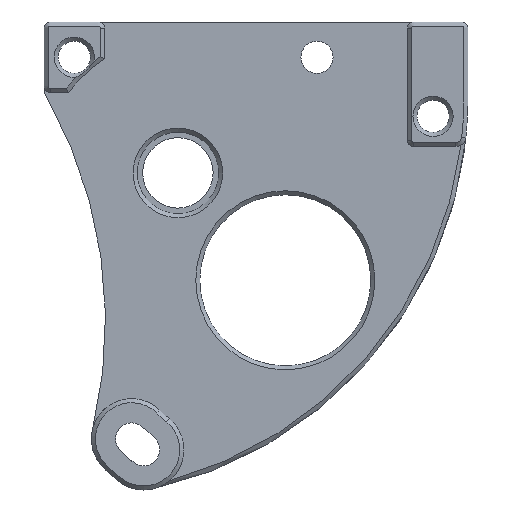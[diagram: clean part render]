
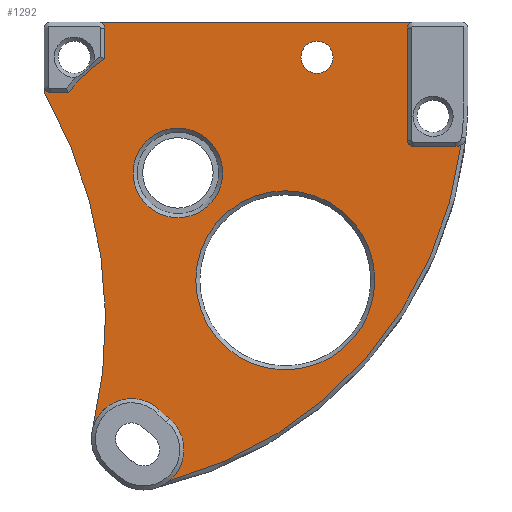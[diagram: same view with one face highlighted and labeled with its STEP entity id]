
A CAD part, left-side view. The second image highlights one B-rep face of the part: STEP entity #1292.
In plain terms, the highlighted planar face has unit normal (-1, 0, 0).
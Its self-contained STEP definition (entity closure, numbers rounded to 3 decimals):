
#45=FACE_BOUND('',#168,.T.);
#46=FACE_BOUND('',#169,.T.);
#47=FACE_BOUND('',#170,.T.);
#57=PLANE('',#1390);
#85=FACE_OUTER_BOUND('',#167,.T.);
#167=EDGE_LOOP('',(#872,#873,#874,#875,#876,#877,#878,#879,#880,#881,#882,
#883,#884,#885,#886,#887,#888));
#168=EDGE_LOOP('',(#889));
#169=EDGE_LOOP('',(#890));
#170=EDGE_LOOP('',(#891));
#261=LINE('',#2007,#367);
#262=LINE('',#2011,#368);
#263=LINE('',#2015,#369);
#264=LINE('',#2019,#370);
#265=LINE('',#2023,#371);
#266=LINE('',#2027,#372);
#367=VECTOR('',#1568,10.);
#368=VECTOR('',#1571,10.);
#369=VECTOR('',#1574,10.);
#370=VECTOR('',#1577,10.);
#371=VECTOR('',#1580,10.);
#372=VECTOR('',#1583,10.);
#472=CIRCLE('',#1388,4.45);
#474=CIRCLE('',#1391,39.574);
#475=CIRCLE('',#1392,1.);
#476=CIRCLE('',#1393,0.6);
#477=CIRCLE('',#1394,0.6);
#478=CIRCLE('',#1395,0.6);
#479=CIRCLE('',#1396,13.5);
#480=CIRCLE('',#1397,0.6);
#481=CIRCLE('',#1398,45.392);
#482=CIRCLE('',#1399,4.);
#483=CIRCLE('',#1400,17.957);
#484=CIRCLE('',#1401,4.);
#485=CIRCLE('',#1402,8.9);
#486=CIRCLE('',#1403,1.6);
#556=VERTEX_POINT('',#1995);
#558=VERTEX_POINT('',#2001);
#559=VERTEX_POINT('',#2002);
#560=VERTEX_POINT('',#2004);
#561=VERTEX_POINT('',#2006);
#562=VERTEX_POINT('',#2008);
#563=VERTEX_POINT('',#2010);
#564=VERTEX_POINT('',#2012);
#565=VERTEX_POINT('',#2014);
#566=VERTEX_POINT('',#2016);
#567=VERTEX_POINT('',#2018);
#568=VERTEX_POINT('',#2020);
#569=VERTEX_POINT('',#2022);
#570=VERTEX_POINT('',#2024);
#571=VERTEX_POINT('',#2026);
#572=VERTEX_POINT('',#2028);
#573=VERTEX_POINT('',#2030);
#574=VERTEX_POINT('',#2032);
#575=VERTEX_POINT('',#2035);
#576=VERTEX_POINT('',#2037);
#672=EDGE_CURVE('',#556,#556,#472,.T.);
#675=EDGE_CURVE('',#558,#559,#474,.T.);
#676=EDGE_CURVE('',#559,#560,#475,.F.);
#677=EDGE_CURVE('',#561,#560,#261,.T.);
#678=EDGE_CURVE('',#561,#562,#476,.F.);
#679=EDGE_CURVE('',#563,#562,#262,.T.);
#680=EDGE_CURVE('',#563,#564,#477,.F.);
#681=EDGE_CURVE('',#565,#564,#263,.F.);
#682=EDGE_CURVE('',#565,#566,#478,.F.);
#683=EDGE_CURVE('',#567,#566,#264,.T.);
#684=EDGE_CURVE('',#568,#567,#479,.T.);
#685=EDGE_CURVE('',#569,#568,#265,.T.);
#686=EDGE_CURVE('',#570,#569,#480,.T.);
#687=EDGE_CURVE('',#571,#570,#266,.T.);
#688=EDGE_CURVE('',#572,#571,#481,.F.);
#689=EDGE_CURVE('',#573,#572,#482,.T.);
#690=EDGE_CURVE('',#574,#573,#483,.T.);
#691=EDGE_CURVE('',#558,#574,#484,.T.);
#692=EDGE_CURVE('',#575,#575,#485,.T.);
#693=EDGE_CURVE('',#576,#576,#486,.F.);
#872=ORIENTED_EDGE('',*,*,#675,.T.);
#873=ORIENTED_EDGE('',*,*,#676,.T.);
#874=ORIENTED_EDGE('',*,*,#677,.F.);
#875=ORIENTED_EDGE('',*,*,#678,.T.);
#876=ORIENTED_EDGE('',*,*,#679,.F.);
#877=ORIENTED_EDGE('',*,*,#680,.T.);
#878=ORIENTED_EDGE('',*,*,#681,.F.);
#879=ORIENTED_EDGE('',*,*,#682,.T.);
#880=ORIENTED_EDGE('',*,*,#683,.F.);
#881=ORIENTED_EDGE('',*,*,#684,.F.);
#882=ORIENTED_EDGE('',*,*,#685,.F.);
#883=ORIENTED_EDGE('',*,*,#686,.F.);
#884=ORIENTED_EDGE('',*,*,#687,.F.);
#885=ORIENTED_EDGE('',*,*,#688,.F.);
#886=ORIENTED_EDGE('',*,*,#689,.F.);
#887=ORIENTED_EDGE('',*,*,#690,.F.);
#888=ORIENTED_EDGE('',*,*,#691,.F.);
#889=ORIENTED_EDGE('',*,*,#692,.T.);
#890=ORIENTED_EDGE('',*,*,#693,.F.);
#891=ORIENTED_EDGE('',*,*,#672,.T.);
#1292=ADVANCED_FACE('',(#85,#45,#46,#47),#57,.T.);
#1388=AXIS2_PLACEMENT_3D('',#1996,#1557,#1558);
#1390=AXIS2_PLACEMENT_3D('',#2000,#1562,#1563);
#1391=AXIS2_PLACEMENT_3D('',#2003,#1564,#1565);
#1392=AXIS2_PLACEMENT_3D('',#2005,#1566,#1567);
#1393=AXIS2_PLACEMENT_3D('',#2009,#1569,#1570);
#1394=AXIS2_PLACEMENT_3D('',#2013,#1572,#1573);
#1395=AXIS2_PLACEMENT_3D('',#2017,#1575,#1576);
#1396=AXIS2_PLACEMENT_3D('',#2021,#1578,#1579);
#1397=AXIS2_PLACEMENT_3D('',#2025,#1581,#1582);
#1398=AXIS2_PLACEMENT_3D('',#2029,#1584,#1585);
#1399=AXIS2_PLACEMENT_3D('',#2031,#1586,#1587);
#1400=AXIS2_PLACEMENT_3D('',#2033,#1588,#1589);
#1401=AXIS2_PLACEMENT_3D('',#2034,#1590,#1591);
#1402=AXIS2_PLACEMENT_3D('',#2036,#1592,#1593);
#1403=AXIS2_PLACEMENT_3D('',#2038,#1594,#1595);
#1557=DIRECTION('center_axis',(1.,0.,0.));
#1558=DIRECTION('ref_axis',(0.,0.,1.));
#1562=DIRECTION('center_axis',(-1.,0.,0.));
#1563=DIRECTION('ref_axis',(0.,0.,1.));
#1564=DIRECTION('center_axis',(-1.,0.,0.));
#1565=DIRECTION('ref_axis',(0.,-0.215,-0.977));
#1566=DIRECTION('center_axis',(-1.,0.,0.));
#1567=DIRECTION('ref_axis',(0.,-0.67,-0.742));
#1568=DIRECTION('',(0.,-1.,0.));
#1569=DIRECTION('center_axis',(-1.,0.,0.));
#1570=DIRECTION('ref_axis',(0.,0.707,-0.707));
#1571=DIRECTION('',(0.,0.,-1.));
#1572=DIRECTION('center_axis',(-1.,0.,0.));
#1573=DIRECTION('ref_axis',(0.,0.707,0.707));
#1574=DIRECTION('',(0.,1.,0.));
#1575=DIRECTION('center_axis',(-1.,0.,0.));
#1576=DIRECTION('ref_axis',(0.,-0.707,0.707));
#1577=DIRECTION('',(0.,0.,1.));
#1578=DIRECTION('center_axis',(1.,0.,0.));
#1579=DIRECTION('ref_axis',(0.,-1.,0.));
#1580=DIRECTION('',(0.,-1.,0.));
#1581=DIRECTION('center_axis',(-1.,0.,0.));
#1582=DIRECTION('ref_axis',(0.,0.707,-0.707));
#1583=DIRECTION('',(0.,0.,1.));
#1584=DIRECTION('center_axis',(1.,0.,0.));
#1585=DIRECTION('ref_axis',(0.,-0.972,-0.237));
#1586=DIRECTION('center_axis',(-1.,0.,0.));
#1587=DIRECTION('ref_axis',(0.,0.696,-0.718));
#1588=DIRECTION('center_axis',(1.,0.,0.));
#1589=DIRECTION('ref_axis',(0.,0.642,-0.767));
#1590=DIRECTION('center_axis',(-1.,0.,0.));
#1591=DIRECTION('ref_axis',(0.,-0.642,0.767));
#1592=DIRECTION('center_axis',(1.,0.,0.));
#1593=DIRECTION('ref_axis',(0.,0.,1.));
#1594=DIRECTION('center_axis',(1.,0.,0.));
#1595=DIRECTION('ref_axis',(0.,0.,1.));
#1995=CARTESIAN_POINT('',(-2.575,0.,-4.45));
#1996=CARTESIAN_POINT('Origin',(-2.575,0.,0.));
#2000=CARTESIAN_POINT('Origin',(-2.575,-7.765,-8.26));
#2001=CARTESIAN_POINT('',(-2.575,0.86,-30.601));
#2002=CARTESIAN_POINT('',(-2.575,-28.132,2.772));
#2003=CARTESIAN_POINT('Origin',(-2.575,11.145,7.614));
#2004=CARTESIAN_POINT('',(-2.575,-27.626,2.635));
#2005=CARTESIAN_POINT('Origin',(-2.575,-27.626,3.635));
#2006=CARTESIAN_POINT('',(-2.575,-23.427,2.635));
#2007=CARTESIAN_POINT('',(-2.575,-18.141,2.635));
#2008=CARTESIAN_POINT('',(-2.575,-22.827,3.235));
#2009=CARTESIAN_POINT('Origin',(-2.575,-23.427,3.235));
#2010=CARTESIAN_POINT('',(-2.575,-22.827,14.4));
#2011=CARTESIAN_POINT('',(-2.575,-22.827,-2.812));
#2012=CARTESIAN_POINT('',(-2.575,-23.427,15.));
#2013=CARTESIAN_POINT('Origin',(-2.575,-23.427,14.4));
#2014=CARTESIAN_POINT('',(-2.575,7.9,15.));
#2015=CARTESIAN_POINT('',(-2.575,2.768,15.));
#2016=CARTESIAN_POINT('',(-2.575,7.3,14.4));
#2017=CARTESIAN_POINT('Origin',(-2.575,7.9,14.4));
#2018=CARTESIAN_POINT('',(-2.575,7.3,11.356));
#2019=CARTESIAN_POINT('',(-2.575,7.3,3.37));
#2020=CARTESIAN_POINT('',(-2.575,10.874,8.));
#2021=CARTESIAN_POINT('Origin',(-2.575,0.,0.));
#2022=CARTESIAN_POINT('',(-2.575,12.7,8.));
#2023=CARTESIAN_POINT('',(-2.575,1.555,8.));
#2024=CARTESIAN_POINT('',(-2.575,13.3,8.6));
#2025=CARTESIAN_POINT('Origin',(-2.575,12.7,8.6));
#2026=CARTESIAN_POINT('',(-2.575,13.3,8.));
#2027=CARTESIAN_POINT('',(-2.575,13.3,-0.13));
#2028=CARTESIAN_POINT('',(-2.575,8.486,-25.501));
#2029=CARTESIAN_POINT('Origin',(-2.575,52.584,-14.742));
#2030=CARTESIAN_POINT('',(-2.575,1.817,-23.576));
#2031=CARTESIAN_POINT('Origin',(-2.575,4.6,-26.449));
#2032=CARTESIAN_POINT('',(-2.575,0.844,-24.451));
#2033=CARTESIAN_POINT('Origin',(-2.575,-10.677,-10.677));
#2034=CARTESIAN_POINT('Origin',(-2.575,3.411,-27.519));
#2035=CARTESIAN_POINT('',(-2.575,-10.677,-19.577));
#2036=CARTESIAN_POINT('Origin',(-2.575,-10.677,-10.677));
#2037=CARTESIAN_POINT('',(-2.575,-13.827,9.9));
#2038=CARTESIAN_POINT('Origin',(-2.575,-13.827,11.5));
